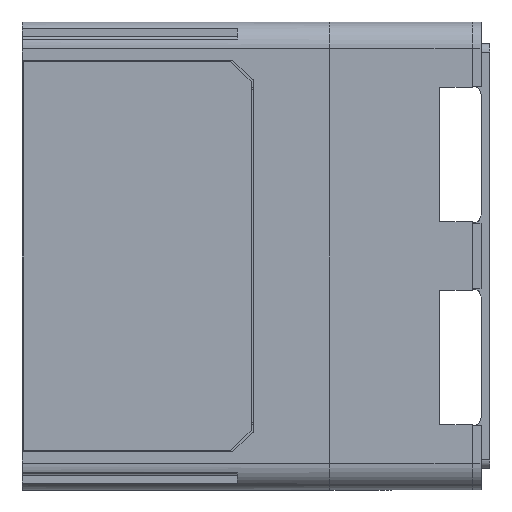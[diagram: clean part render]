
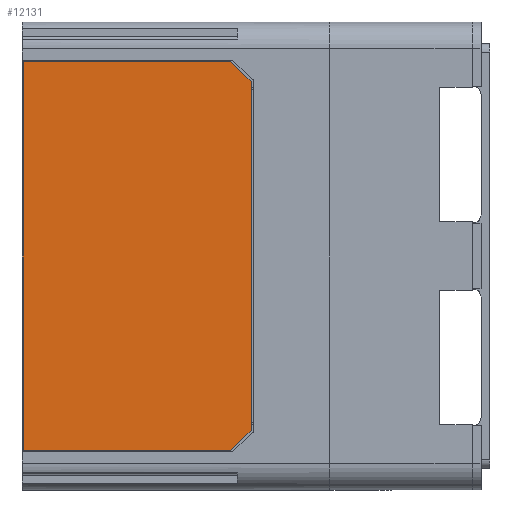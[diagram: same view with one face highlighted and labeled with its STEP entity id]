
A CAD part, left-side view. The second image highlights one B-rep face of the part: STEP entity #12131.
In plain terms, the highlighted face is planar.
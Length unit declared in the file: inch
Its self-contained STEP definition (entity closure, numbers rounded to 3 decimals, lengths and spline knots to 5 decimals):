
#11630=DIRECTION('',(1.,0.,0.));
#11631=VECTOR('',#11630,32.668);
#11632=CARTESIAN_POINT('',(-16.334,20.1081,0.8125));
#11633=LINE('',#11632,#11631);
#11694=DIRECTION('',(0.,1.,0.));
#11695=VECTOR('',#11694,17.4261);
#11696=CARTESIAN_POINT('',(-16.334,2.682,0.8125));
#11697=LINE('',#11696,#11695);
#11726=DIRECTION('',(0.68,-0.734,0.));
#11727=VECTOR('',#11726,2.38681);
#11728=CARTESIAN_POINT('',(-16.334,2.682,0.8125));
#11729=LINE('',#11728,#11727);
#11730=DIRECTION('',(0.,1.,0.));
#11731=VECTOR('',#11730,17.4261);
#11732=CARTESIAN_POINT('',(16.334,2.682,0.8125));
#11733=LINE('',#11732,#11731);
#11734=DIRECTION('',(0.68,0.734,0.));
#11735=VECTOR('',#11734,2.38681);
#11736=CARTESIAN_POINT('',(14.712,0.931,0.8125));
#11737=LINE('',#11736,#11735);
#11738=DIRECTION('',(-1.,0.,0.));
#11739=VECTOR('',#11738,29.424);
#11740=CARTESIAN_POINT('',(14.712,0.931,0.8125));
#11741=LINE('',#11740,#11739);
#11932=CARTESIAN_POINT('',(-16.334,2.682,0.8125));
#11933=VERTEX_POINT('',#11932);
#11934=CARTESIAN_POINT('',(-16.334,20.1081,0.8125));
#11935=VERTEX_POINT('',#11934);
#11942=CARTESIAN_POINT('',(16.334,20.1081,0.8125));
#11943=VERTEX_POINT('',#11942);
#11950=CARTESIAN_POINT('',(16.334,2.682,0.8125));
#11951=VERTEX_POINT('',#11950);
#11956=CARTESIAN_POINT('',(14.712,0.931,0.8125));
#11957=VERTEX_POINT('',#11956);
#11958=CARTESIAN_POINT('',(-14.712,0.931,0.8125));
#11959=VERTEX_POINT('',#11958);
#12114=CARTESIAN_POINT('',(0.,20.1081,0.8125));
#12115=DIRECTION('',(0.,0.,1.));
#12116=DIRECTION('',(1.,0.,0.));
#12117=AXIS2_PLACEMENT_3D('',#12114,#12115,#12116);
#12118=PLANE('',#12117);
#12120=ORIENTED_EDGE('',*,*,#12119,.T.);
#12122=ORIENTED_EDGE('',*,*,#12121,.F.);
#12123=ORIENTED_EDGE('',*,*,#12061,.T.);
#12124=ORIENTED_EDGE('',*,*,#12003,.T.);
#12126=ORIENTED_EDGE('',*,*,#12125,.F.);
#12128=ORIENTED_EDGE('',*,*,#12127,.F.);
#12129=EDGE_LOOP('',(#12120,#12122,#12123,#12124,#12126,#12128));
#12130=FACE_OUTER_BOUND('',#12129,.F.);
#12131=ADVANCED_FACE('',(#12130),#12118,.T.);
#12003=EDGE_CURVE('',#11935,#11943,#11633,.T.);
#12061=EDGE_CURVE('',#11933,#11935,#11697,.T.);
#12119=EDGE_CURVE('',#11957,#11959,#11741,.T.);
#12121=EDGE_CURVE('',#11933,#11959,#11729,.T.);
#12125=EDGE_CURVE('',#11951,#11943,#11733,.T.);
#12127=EDGE_CURVE('',#11957,#11951,#11737,.T.);
